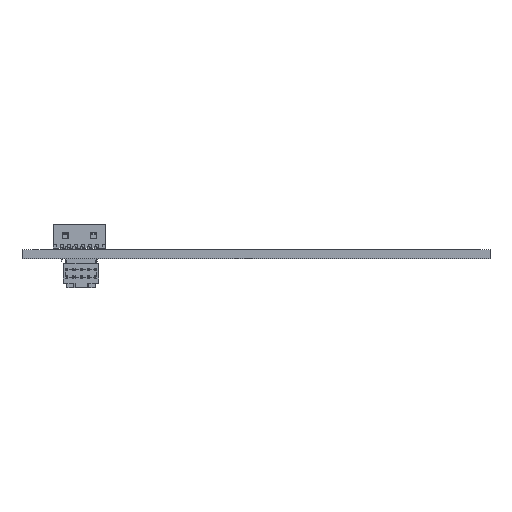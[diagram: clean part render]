
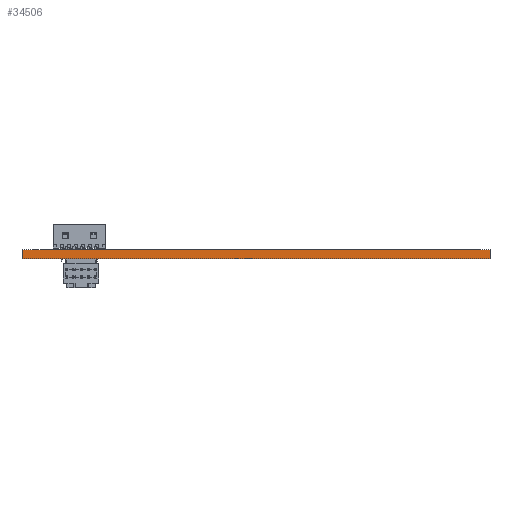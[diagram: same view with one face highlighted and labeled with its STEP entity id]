
A CAD part, front view. The second image highlights one B-rep face of the part: STEP entity #34506.
In plain terms, the highlighted planar face has unit normal (0, -1, 0).
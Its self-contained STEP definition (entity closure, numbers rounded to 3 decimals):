
#34506 = ADVANCED_FACE('',(#34507),#34521,.F.);
#34507 = FACE_BOUND('',#34508,.F.);
#34508 = EDGE_LOOP('',(#34509,#34544,#34572,#34600));
#34509 = ORIENTED_EDGE('',*,*,#34510,.T.);
#34510 = EDGE_CURVE('',#34511,#34513,#34515,.T.);
#34511 = VERTEX_POINT('',#34512);
#34512 = CARTESIAN_POINT('',(35.89,-346.13,0.));
#34513 = VERTEX_POINT('',#34514);
#34514 = CARTESIAN_POINT('',(35.89,-346.13,1.6));
#34515 = SURFACE_CURVE('',#34516,(#34520,#34532),.PCURVE_S1.);
#34516 = LINE('',#34517,#34518);
#34517 = CARTESIAN_POINT('',(35.89,-346.13,0.));
#34518 = VECTOR('',#34519,1.);
#34519 = DIRECTION('',(0.,0.,1.));
#34520 = PCURVE('',#34521,#34526);
#34521 = PLANE('',#34522);
#34522 = AXIS2_PLACEMENT_3D('',#34523,#34524,#34525);
#34523 = CARTESIAN_POINT('',(35.89,-346.13,0.));
#34524 = DIRECTION('',(0.,1.,0.));
#34525 = DIRECTION('',(1.,0.,0.));
#34526 = DEFINITIONAL_REPRESENTATION('',(#34527),#34531);
#34527 = LINE('',#34528,#34529);
#34528 = CARTESIAN_POINT('',(0.,0.));
#34529 = VECTOR('',#34530,1.);
#34530 = DIRECTION('',(0.,-1.));
#34531 = ( GEOMETRIC_REPRESENTATION_CONTEXT(2) 
PARAMETRIC_REPRESENTATION_CONTEXT() REPRESENTATION_CONTEXT('2D SPACE',''
  ) );
#34532 = PCURVE('',#34533,#34538);
#34533 = PLANE('',#34534);
#34534 = AXIS2_PLACEMENT_3D('',#34535,#34536,#34537);
#34535 = CARTESIAN_POINT('',(35.89,-248.13,0.));
#34536 = DIRECTION('',(1.,0.,0.));
#34537 = DIRECTION('',(0.,-1.,0.));
#34538 = DEFINITIONAL_REPRESENTATION('',(#34539),#34543);
#34539 = LINE('',#34540,#34541);
#34540 = CARTESIAN_POINT('',(98.,0.));
#34541 = VECTOR('',#34542,1.);
#34542 = DIRECTION('',(0.,-1.));
#34543 = ( GEOMETRIC_REPRESENTATION_CONTEXT(2) 
PARAMETRIC_REPRESENTATION_CONTEXT() REPRESENTATION_CONTEXT('2D SPACE',''
  ) );
#34544 = ORIENTED_EDGE('',*,*,#34545,.T.);
#34545 = EDGE_CURVE('',#34513,#34546,#34548,.T.);
#34546 = VERTEX_POINT('',#34547);
#34547 = CARTESIAN_POINT('',(118.49,-346.13,1.6));
#34548 = SURFACE_CURVE('',#34549,(#34553,#34560),.PCURVE_S1.);
#34549 = LINE('',#34550,#34551);
#34550 = CARTESIAN_POINT('',(35.89,-346.13,1.6));
#34551 = VECTOR('',#34552,1.);
#34552 = DIRECTION('',(1.,0.,0.));
#34553 = PCURVE('',#34521,#34554);
#34554 = DEFINITIONAL_REPRESENTATION('',(#34555),#34559);
#34555 = LINE('',#34556,#34557);
#34556 = CARTESIAN_POINT('',(0.,-1.6));
#34557 = VECTOR('',#34558,1.);
#34558 = DIRECTION('',(1.,0.));
#34559 = ( GEOMETRIC_REPRESENTATION_CONTEXT(2) 
PARAMETRIC_REPRESENTATION_CONTEXT() REPRESENTATION_CONTEXT('2D SPACE',''
  ) );
#34560 = PCURVE('',#34561,#34566);
#34561 = PLANE('',#34562);
#34562 = AXIS2_PLACEMENT_3D('',#34563,#34564,#34565);
#34563 = CARTESIAN_POINT('',(77.179,-297.155,1.6));
#34564 = DIRECTION('',(0.,0.,1.));
#34565 = DIRECTION('',(1.,0.,0.));
#34566 = DEFINITIONAL_REPRESENTATION('',(#34567),#34571);
#34567 = LINE('',#34568,#34569);
#34568 = CARTESIAN_POINT('',(-41.289,-48.975));
#34569 = VECTOR('',#34570,1.);
#34570 = DIRECTION('',(1.,0.));
#34571 = ( GEOMETRIC_REPRESENTATION_CONTEXT(2) 
PARAMETRIC_REPRESENTATION_CONTEXT() REPRESENTATION_CONTEXT('2D SPACE',''
  ) );
#34572 = ORIENTED_EDGE('',*,*,#34573,.F.);
#34573 = EDGE_CURVE('',#34574,#34546,#34576,.T.);
#34574 = VERTEX_POINT('',#34575);
#34575 = CARTESIAN_POINT('',(118.49,-346.13,0.));
#34576 = SURFACE_CURVE('',#34577,(#34581,#34588),.PCURVE_S1.);
#34577 = LINE('',#34578,#34579);
#34578 = CARTESIAN_POINT('',(118.49,-346.13,0.));
#34579 = VECTOR('',#34580,1.);
#34580 = DIRECTION('',(0.,0.,1.));
#34581 = PCURVE('',#34521,#34582);
#34582 = DEFINITIONAL_REPRESENTATION('',(#34583),#34587);
#34583 = LINE('',#34584,#34585);
#34584 = CARTESIAN_POINT('',(82.6,0.));
#34585 = VECTOR('',#34586,1.);
#34586 = DIRECTION('',(0.,-1.));
#34587 = ( GEOMETRIC_REPRESENTATION_CONTEXT(2) 
PARAMETRIC_REPRESENTATION_CONTEXT() REPRESENTATION_CONTEXT('2D SPACE',''
  ) );
#34588 = PCURVE('',#34589,#34594);
#34589 = PLANE('',#34590);
#34590 = AXIS2_PLACEMENT_3D('',#34591,#34592,#34593);
#34591 = CARTESIAN_POINT('',(118.49,-346.13,0.));
#34592 = DIRECTION('',(-1.,0.,0.));
#34593 = DIRECTION('',(0.,1.,0.));
#34594 = DEFINITIONAL_REPRESENTATION('',(#34595),#34599);
#34595 = LINE('',#34596,#34597);
#34596 = CARTESIAN_POINT('',(0.,0.));
#34597 = VECTOR('',#34598,1.);
#34598 = DIRECTION('',(0.,-1.));
#34599 = ( GEOMETRIC_REPRESENTATION_CONTEXT(2) 
PARAMETRIC_REPRESENTATION_CONTEXT() REPRESENTATION_CONTEXT('2D SPACE',''
  ) );
#34600 = ORIENTED_EDGE('',*,*,#34601,.F.);
#34601 = EDGE_CURVE('',#34511,#34574,#34602,.T.);
#34602 = SURFACE_CURVE('',#34603,(#34607,#34614),.PCURVE_S1.);
#34603 = LINE('',#34604,#34605);
#34604 = CARTESIAN_POINT('',(35.89,-346.13,0.));
#34605 = VECTOR('',#34606,1.);
#34606 = DIRECTION('',(1.,0.,0.));
#34607 = PCURVE('',#34521,#34608);
#34608 = DEFINITIONAL_REPRESENTATION('',(#34609),#34613);
#34609 = LINE('',#34610,#34611);
#34610 = CARTESIAN_POINT('',(0.,0.));
#34611 = VECTOR('',#34612,1.);
#34612 = DIRECTION('',(1.,0.));
#34613 = ( GEOMETRIC_REPRESENTATION_CONTEXT(2) 
PARAMETRIC_REPRESENTATION_CONTEXT() REPRESENTATION_CONTEXT('2D SPACE',''
  ) );
#34614 = PCURVE('',#34615,#34620);
#34615 = PLANE('',#34616);
#34616 = AXIS2_PLACEMENT_3D('',#34617,#34618,#34619);
#34617 = CARTESIAN_POINT('',(77.179,-297.155,0.));
#34618 = DIRECTION('',(0.,0.,1.));
#34619 = DIRECTION('',(1.,0.,0.));
#34620 = DEFINITIONAL_REPRESENTATION('',(#34621),#34625);
#34621 = LINE('',#34622,#34623);
#34622 = CARTESIAN_POINT('',(-41.289,-48.975));
#34623 = VECTOR('',#34624,1.);
#34624 = DIRECTION('',(1.,0.));
#34625 = ( GEOMETRIC_REPRESENTATION_CONTEXT(2) 
PARAMETRIC_REPRESENTATION_CONTEXT() REPRESENTATION_CONTEXT('2D SPACE',''
  ) );
